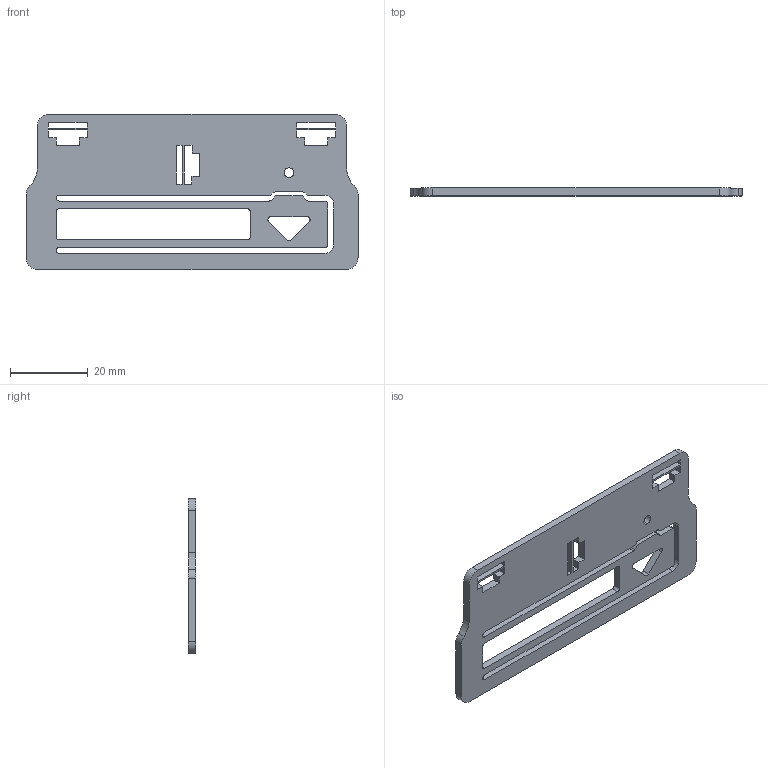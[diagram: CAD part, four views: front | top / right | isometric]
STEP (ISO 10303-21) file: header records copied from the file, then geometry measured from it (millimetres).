
FILE_DESCRIPTION (( 'STEP AP203' ), '1' );
FILE_NAME ('20-019376--GRID HOLDER--Rev_A.step', '2022-06-14T14:54:57', ( '' ), ( '' ), 'SwSTEP 2.0', 'SolidWorks 2021', '' );
FILE_SCHEMA (( 'CONFIG_CONTROL_DESIGN' ));
Length unit declared in the file: millimetre
Products named in the file (1): 20-019376--GRID HOLDER--Rev_A
Bounding box: 85.6 x 2 x 40 mm (x, y, z)
Volume: 5001.6 mm3; surface area: 6712.8 mm2
Topology: 1 solids, 1 shells, 92 faces, 270 edges, 180 vertices
Faces by surface type: plane 65, cylinder 27
Entity records: 3165 total; most frequent: CARTESIAN_POINT 543, ORIENTED_EDGE 540, DIRECTION 510, EDGE_CURVE 270, LINE 216, VECTOR 216, VERTEX_POINT 180, AXIS2_PLACEMENT_3D 147
